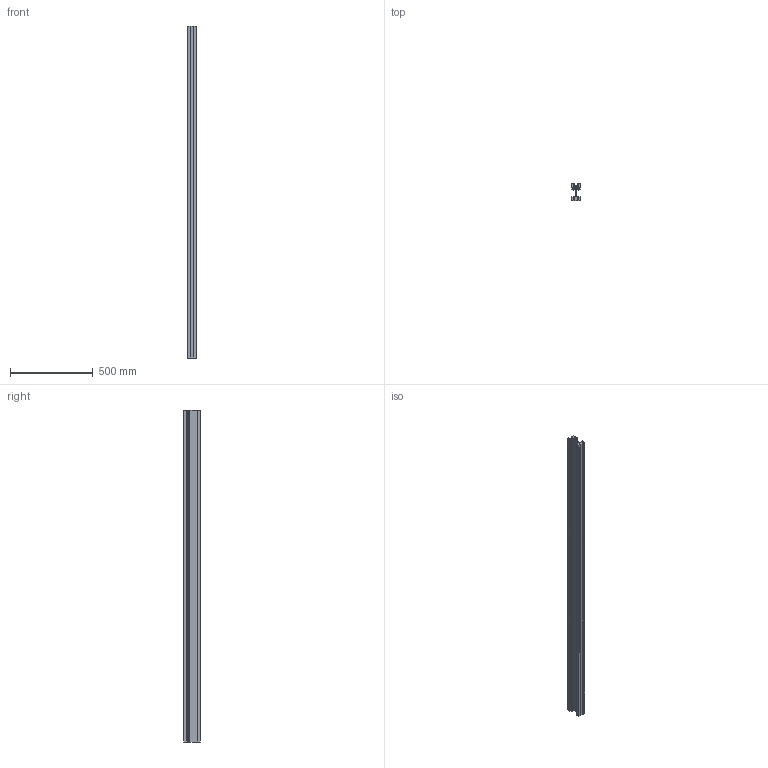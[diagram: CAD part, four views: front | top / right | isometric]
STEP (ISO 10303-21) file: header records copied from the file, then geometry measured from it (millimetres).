
FILE_DESCRIPTION (( 'STEP AP214' ), '1' );
FILE_NAME ('Unibeam with power rail_2mm.STEP', '2020-04-02T13:58:49', ( '' ), ( '' ), 'SwSTEP 2.0', 'SolidWorks 2019', '' );
FILE_SCHEMA (( 'AUTOMOTIVE_DESIGN' ));
Length unit declared in the file: millimetre
Products named in the file (1): Unibeam with power rail_2mm
Bounding box: 51 x 100 x 2002 mm (x, y, z)
Surface area: 1511875.7 mm2 (no closed solid volume)
Topology: 0 solids, 3 shells, 111 faces, 391 edges, 270 vertices
Faces by surface type: plane 74, cylinder 37
Entity records: 5509 total; most frequent: CARTESIAN_POINT 773, DIRECTION 733, ORIENTED_EDGE 690, EDGE_CURVE 391, VECTOR 273, LINE 273, VERTEX_POINT 270, AXIS2_PLACEMENT_3D 230
